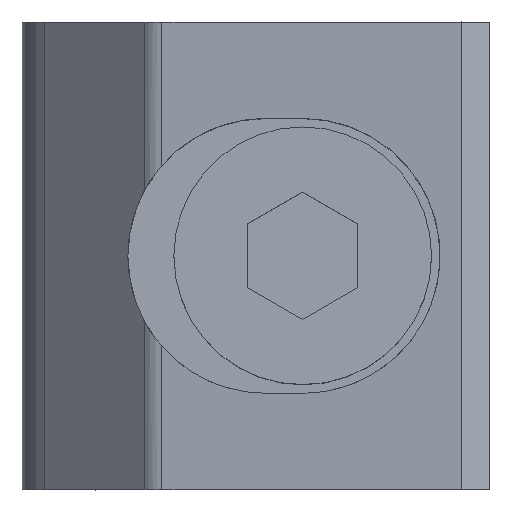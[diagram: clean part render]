
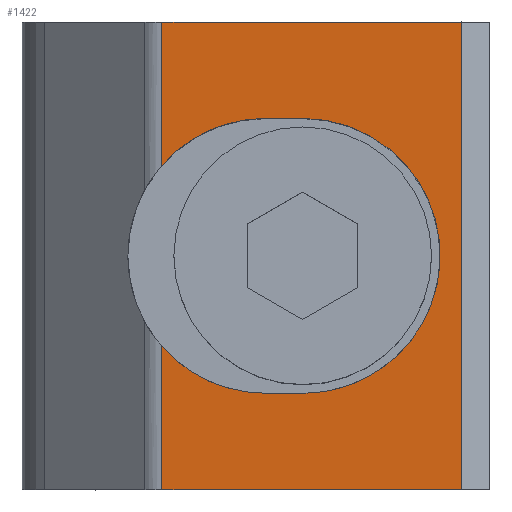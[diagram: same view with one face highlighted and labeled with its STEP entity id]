
A CAD part, top view. The second image highlights one B-rep face of the part: STEP entity #1422.
In plain terms, the highlighted planar face has unit normal (-0.097, 0, 0.995).
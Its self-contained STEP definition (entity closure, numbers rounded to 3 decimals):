
#23 = EDGE_CURVE ( 'NONE', #1343, #453, #1320, .T. ) ;
#32 = VECTOR ( 'NONE', #810, 1000. ) ;
#47 = CARTESIAN_POINT ( 'NONE',  ( -3.823, -2.462, 6.425 ) ) ;
#59 = CARTESIAN_POINT ( 'NONE',  ( -3.823, 2.462, 6.425 ) ) ;
#69 = ORIENTED_EDGE ( 'NONE', *, *, #755, .T. ) ;
#80 =( BOUNDED_CURVE ( )  B_SPLINE_CURVE ( 3, ( #395, #171, #1283, #47 ),
 .UNSPECIFIED., .F., .T. ) 
 B_SPLINE_CURVE_WITH_KNOTS ( ( 4, 4 ),
 ( 1.571, 2.421 ),
 .UNSPECIFIED. ) 
 CURVE ( )  GEOMETRIC_REPRESENTATION_ITEM ( )  RATIONAL_B_SPLINE_CURVE ( ( 1., 0.941, 0.941, 1. ) ) 
 REPRESENTATION_ITEM ( '' )  );
#102 = LINE ( 'NONE', #736, #141 ) ;
#107 = DIRECTION ( 'NONE',  ( 0.995, 0., 0.097 ) ) ;
#132 = VERTEX_POINT ( 'NONE', #1541 ) ;
#141 = VECTOR ( 'NONE', #868, 1000. ) ;
#146 =( BOUNDED_CURVE ( )  B_SPLINE_CURVE ( 3, ( #792, #1342, #1446, #1309 ),
 .UNSPECIFIED., .F., .T. ) 
 B_SPLINE_CURVE_WITH_KNOTS ( ( 4, 4 ),
 ( 3.862, 4.712 ),
 .UNSPECIFIED. ) 
 CURVE ( )  GEOMETRIC_REPRESENTATION_ITEM ( )  RATIONAL_B_SPLINE_CURVE ( ( 1., 0.941, 0.941, 1. ) ) 
 REPRESENTATION_ITEM ( '' )  );
#171 = CARTESIAN_POINT ( 'NONE',  ( -2.108, -3.734, 6.592 ) ) ;
#212 = DIRECTION ( 'NONE',  ( 0.097, 0., -0.995 ) ) ;
#277 = EDGE_CURVE ( 'NONE', #453, #632, #702, .T. ) ;
#285 = CARTESIAN_POINT ( 'NONE',  ( -1.016, -3.734, 6.698 ) ) ;
#301 = ORIENTED_EDGE ( 'NONE', *, *, #277, .T. ) ;
#307 = VERTEX_POINT ( 'NONE', #448 ) ;
#337 = CARTESIAN_POINT ( 'NONE',  ( 4.315, -6.35, 7.216 ) ) ;
#352 = CARTESIAN_POINT ( 'NONE',  ( 4.315, 6.35, 7.216 ) ) ;
#395 = CARTESIAN_POINT ( 'NONE',  ( -1.016, -3.734, 6.698 ) ) ;
#448 = CARTESIAN_POINT ( 'NONE',  ( -3.823, 6.35, 6.425 ) ) ;
#453 = VERTEX_POINT ( 'NONE', #1264 ) ;
#462 = CARTESIAN_POINT ( 'NONE',  ( 4.315, 3.734, 7.216 ) ) ;
#466 = CARTESIAN_POINT ( 'NONE',  ( -3.823, 6.35, 6.425 ) ) ;
#508 = CARTESIAN_POINT ( 'NONE',  ( 4.315, -6.35, 7.216 ) ) ;
#592 = DIRECTION ( 'NONE',  ( 0.995, 0., 0.097 ) ) ;
#594 = LINE ( 'NONE', #337, #942 ) ;
#599 = CARTESIAN_POINT ( 'NONE',  ( -3.823, -2.462, 6.425 ) ) ;
#603 = DIRECTION ( 'NONE',  ( 0.995, 0., 0.097 ) ) ;
#632 = VERTEX_POINT ( 'NONE', #285 ) ;
#635 = CARTESIAN_POINT ( 'NONE',  ( -3.823, 6.35, 6.425 ) ) ;
#652 = VECTOR ( 'NONE', #1645, 1000. ) ;
#666 = EDGE_CURVE ( 'NONE', #632, #1386, #80, .T. ) ;
#702 = LINE ( 'NONE', #1322, #32 ) ;
#720 = DIRECTION ( 'NONE',  ( -0.995, 0., -0.097 ) ) ;
#721 = ORIENTED_EDGE ( 'NONE', *, *, #1357, .T. ) ;
#726 = CARTESIAN_POINT ( 'NONE',  ( 7.468, -3.734, 7.523 ) ) ;
#728 = VECTOR ( 'NONE', #592, 1000. ) ;
#732 = VERTEX_POINT ( 'NONE', #1350 ) ;
#736 = CARTESIAN_POINT ( 'NONE',  ( 4.315, 6.35, 7.216 ) ) ;
#755 = EDGE_CURVE ( 'NONE', #307, #1491, #983, .T. ) ;
#792 = CARTESIAN_POINT ( 'NONE',  ( -3.823, 2.462, 6.425 ) ) ;
#810 = DIRECTION ( 'NONE',  ( -0.995, 0., -0.097 ) ) ;
#838 = VERTEX_POINT ( 'NONE', #1483 ) ;
#841 = ORIENTED_EDGE ( 'NONE', *, *, #943, .T. ) ;
#850 = PLANE ( 'NONE',  #1302 ) ;
#854 = CARTESIAN_POINT ( 'NONE',  ( 7.468, 3.734, 7.523 ) ) ;
#862 = EDGE_CURVE ( 'NONE', #132, #980, #594, .T. ) ;
#868 = DIRECTION ( 'NONE',  ( 0., -1., 0. ) ) ;
#908 = ORIENTED_EDGE ( 'NONE', *, *, #666, .T. ) ;
#942 = VECTOR ( 'NONE', #603, 1000. ) ;
#943 = EDGE_CURVE ( 'NONE', #1386, #132, #1627, .T. ) ;
#955 = EDGE_CURVE ( 'NONE', #838, #980, #102, .T. ) ;
#980 = VERTEX_POINT ( 'NONE', #508 ) ;
#983 = LINE ( 'NONE', #466, #1049 ) ;
#1049 = VECTOR ( 'NONE', #1582, 1000. ) ;
#1055 = EDGE_CURVE ( 'NONE', #307, #838, #1263, .T. ) ;
#1063 = ORIENTED_EDGE ( 'NONE', *, *, #1055, .F. ) ;
#1228 = CARTESIAN_POINT ( 'NONE',  ( 0., -3.734, 6.797 ) ) ;
#1263 = LINE ( 'NONE', #352, #1581 ) ;
#1264 = CARTESIAN_POINT ( 'NONE',  ( 0., -3.734, 6.797 ) ) ;
#1283 = CARTESIAN_POINT ( 'NONE',  ( -3.103, -3.283, 6.495 ) ) ;
#1286 = ORIENTED_EDGE ( 'NONE', *, *, #862, .T. ) ;
#1302 = AXIS2_PLACEMENT_3D ( 'NONE', #1603, #212, #720 ) ;
#1309 = CARTESIAN_POINT ( 'NONE',  ( -1.016, 3.734, 6.698 ) ) ;
#1320 =( BOUNDED_CURVE ( )  B_SPLINE_CURVE ( 3, ( #1347, #854, #726, #1228 ),
 .UNSPECIFIED., .F., .T. ) 
 B_SPLINE_CURVE_WITH_KNOTS ( ( 4, 4 ),
 ( 4.712, 7.854 ),
 .UNSPECIFIED. ) 
 CURVE ( )  GEOMETRIC_REPRESENTATION_ITEM ( )  RATIONAL_B_SPLINE_CURVE ( ( 1., 0.333, 0.333, 1. ) ) 
 REPRESENTATION_ITEM ( '' )  );
#1322 = CARTESIAN_POINT ( 'NONE',  ( 4.315, -3.734, 7.216 ) ) ;
#1342 = CARTESIAN_POINT ( 'NONE',  ( -3.103, 3.283, 6.495 ) ) ;
#1343 = VERTEX_POINT ( 'NONE', #1536 ) ;
#1345 = EDGE_CURVE ( 'NONE', #1491, #732, #146, .T. ) ;
#1347 = CARTESIAN_POINT ( 'NONE',  ( 0., 3.734, 6.797 ) ) ;
#1350 = CARTESIAN_POINT ( 'NONE',  ( -1.016, 3.734, 6.698 ) ) ;
#1357 = EDGE_CURVE ( 'NONE', #732, #1343, #1578, .T. ) ;
#1386 = VERTEX_POINT ( 'NONE', #599 ) ;
#1422 = ADVANCED_FACE ( 'NONE', ( #1474 ), #850, .F. ) ;
#1446 = CARTESIAN_POINT ( 'NONE',  ( -2.108, 3.734, 6.592 ) ) ;
#1464 = ORIENTED_EDGE ( 'NONE', *, *, #23, .T. ) ;
#1474 = FACE_OUTER_BOUND ( 'NONE', #1537, .T. ) ;
#1483 = CARTESIAN_POINT ( 'NONE',  ( 4.315, 6.35, 7.216 ) ) ;
#1491 = VERTEX_POINT ( 'NONE', #59 ) ;
#1535 = ORIENTED_EDGE ( 'NONE', *, *, #955, .F. ) ;
#1536 = CARTESIAN_POINT ( 'NONE',  ( 0., 3.734, 6.797 ) ) ;
#1537 = EDGE_LOOP ( 'NONE', ( #301, #908, #841, #1286, #1535, #1063, #69, #1637, #721, #1464 ) ) ;
#1541 = CARTESIAN_POINT ( 'NONE',  ( -3.823, -6.35, 6.425 ) ) ;
#1578 = LINE ( 'NONE', #462, #728 ) ;
#1581 = VECTOR ( 'NONE', #107, 1000. ) ;
#1582 = DIRECTION ( 'NONE',  ( 0., -1., 0. ) ) ;
#1603 = CARTESIAN_POINT ( 'NONE',  ( 4.315, 6.35, 7.216 ) ) ;
#1627 = LINE ( 'NONE', #635, #652 ) ;
#1637 = ORIENTED_EDGE ( 'NONE', *, *, #1345, .T. ) ;
#1645 = DIRECTION ( 'NONE',  ( 0., -1., 0. ) ) ;
